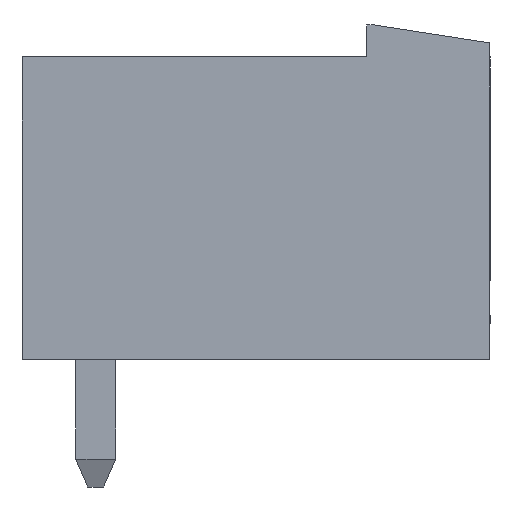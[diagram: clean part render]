
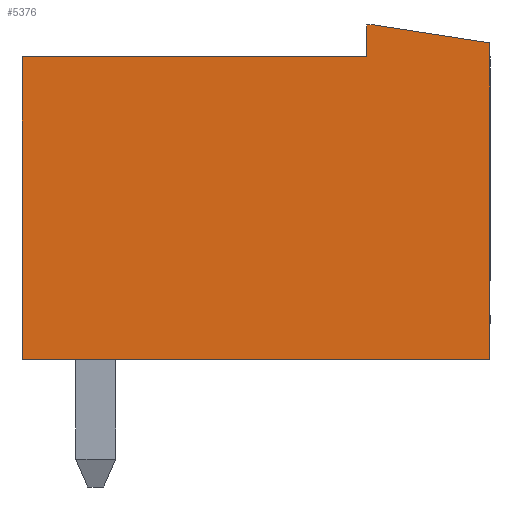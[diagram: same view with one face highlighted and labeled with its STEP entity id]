
A CAD part, left-side view. The second image highlights one B-rep face of the part: STEP entity #5376.
In plain terms, the highlighted planar face has unit normal (-1, 0, 0).
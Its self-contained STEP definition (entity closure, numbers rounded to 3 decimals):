
#5365=AXIS2_PLACEMENT_3D('Plane Axis2P3D',#5362,#5363,#5364) ;
#476=CARTESIAN_POINT('Vertex',(0.,0.,11.15)) ;
#479=CARTESIAN_POINT('Line Origine',(0.,0.,7.175)) ;
#483=CARTESIAN_POINT('Vertex',(0.,0.,3.2)) ;
#2173=CARTESIAN_POINT('Vertex',(0.,2.9,11.6)) ;
#2176=CARTESIAN_POINT('Line Origine',(0.,1.45,11.375)) ;
#2204=CARTESIAN_POINT('Vertex',(0.,3.1,11.6)) ;
#2207=CARTESIAN_POINT('Line Origine',(0.,3.,11.6)) ;
#2669=CARTESIAN_POINT('Vertex',(0.,3.1,10.8)) ;
#2672=CARTESIAN_POINT('Line Origine',(0.,3.1,11.2)) ;
#2818=CARTESIAN_POINT('Vertex',(0.,11.75,10.8)) ;
#2821=CARTESIAN_POINT('Line Origine',(0.,7.425,10.8)) ;
#4010=CARTESIAN_POINT('Vertex',(0.,11.75,3.2)) ;
#4013=CARTESIAN_POINT('Line Origine',(0.,11.75,7.)) ;
#4576=CARTESIAN_POINT('Line Origine',(0.,5.875,3.2)) ;
#5362=CARTESIAN_POINT('Axis2P3D Location',(0.,0.,0.)) ;
#480=DIRECTION('Vector Direction',(0.,0.,-1.)) ;
#2177=DIRECTION('Vector Direction',(0.,-0.988,-0.153)) ;
#2208=DIRECTION('Vector Direction',(0.,-1.,0.)) ;
#2673=DIRECTION('Vector Direction',(0.,0.,1.)) ;
#2822=DIRECTION('Vector Direction',(0.,-1.,0.)) ;
#4014=DIRECTION('Vector Direction',(0.,0.,1.)) ;
#4577=DIRECTION('Vector Direction',(0.,1.,0.)) ;
#5363=DIRECTION('Axis2P3D Direction',(-1.,0.,0.)) ;
#5364=DIRECTION('Axis2P3D XDirection',(0.,-1.,0.)) ;
#481=VECTOR('Line Direction',#480,1.) ;
#2178=VECTOR('Line Direction',#2177,1.) ;
#2209=VECTOR('Line Direction',#2208,1.) ;
#2674=VECTOR('Line Direction',#2673,1.) ;
#2823=VECTOR('Line Direction',#2822,1.) ;
#4015=VECTOR('Line Direction',#4014,1.) ;
#4578=VECTOR('Line Direction',#4577,1.) ;
#5368=ORIENTED_EDGE('',*,*,#485,.T.) ;
#5369=ORIENTED_EDGE('',*,*,#2180,.T.) ;
#5370=ORIENTED_EDGE('',*,*,#2211,.T.) ;
#5371=ORIENTED_EDGE('',*,*,#2676,.T.) ;
#5372=ORIENTED_EDGE('',*,*,#2825,.T.) ;
#5373=ORIENTED_EDGE('',*,*,#4017,.T.) ;
#5374=ORIENTED_EDGE('',*,*,#4580,.T.) ;
#5376=ADVANCED_FACE('HOUSING',(#5375),#5366,.T.) ;
#485=EDGE_CURVE('',#484,#477,#482,.F.) ;
#2180=EDGE_CURVE('',#477,#2174,#2179,.F.) ;
#2211=EDGE_CURVE('',#2174,#2205,#2210,.F.) ;
#2676=EDGE_CURVE('',#2205,#2670,#2675,.F.) ;
#2825=EDGE_CURVE('',#2670,#2819,#2824,.F.) ;
#4017=EDGE_CURVE('',#2819,#4011,#4016,.F.) ;
#4580=EDGE_CURVE('',#4011,#484,#4579,.F.) ;
#5367=EDGE_LOOP('',(#5368,#5369,#5370,#5371,#5372,#5373,#5374)) ;
#5375=FACE_OUTER_BOUND('',#5367,.T.) ;
#482=LINE('Line',#479,#481) ;
#2179=LINE('Line',#2176,#2178) ;
#2210=LINE('Line',#2207,#2209) ;
#2675=LINE('Line',#2672,#2674) ;
#2824=LINE('Line',#2821,#2823) ;
#4016=LINE('Line',#4013,#4015) ;
#4579=LINE('Line',#4576,#4578) ;
#5366=PLANE('',#5365) ;
#477=VERTEX_POINT('',#476) ;
#484=VERTEX_POINT('',#483) ;
#2174=VERTEX_POINT('',#2173) ;
#2205=VERTEX_POINT('',#2204) ;
#2670=VERTEX_POINT('',#2669) ;
#2819=VERTEX_POINT('',#2818) ;
#4011=VERTEX_POINT('',#4010) ;
